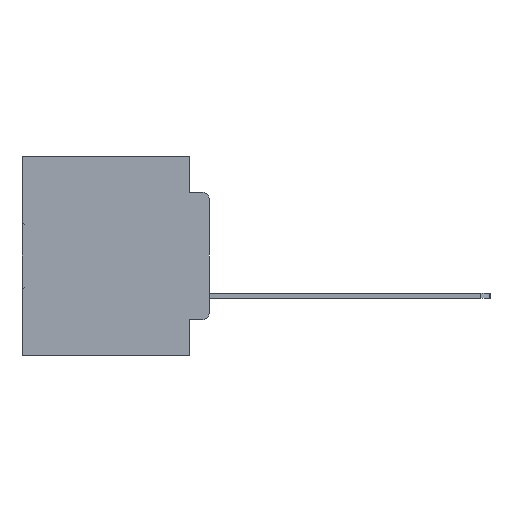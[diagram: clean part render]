
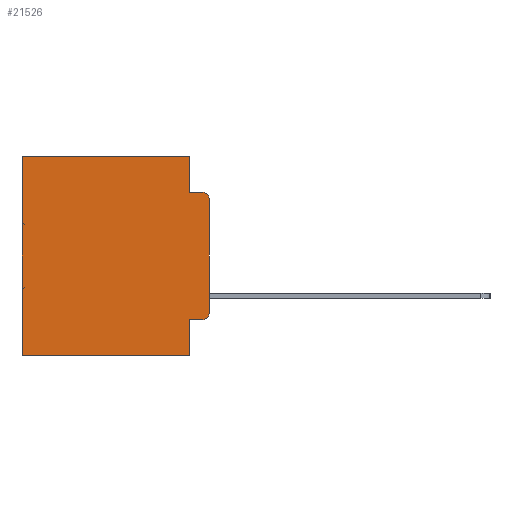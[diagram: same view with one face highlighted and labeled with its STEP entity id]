
A CAD part, left-side view. The second image highlights one B-rep face of the part: STEP entity #21526.
In plain terms, the highlighted planar face has unit normal (-1, 0, 0).
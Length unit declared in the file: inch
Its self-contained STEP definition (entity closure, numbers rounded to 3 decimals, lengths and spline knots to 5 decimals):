
#1210 = EDGE_CURVE ( 'NONE', #16782, #6864, #21519, .T. ) ;
#1617 = VERTEX_POINT ( 'NONE', #2310 ) ;
#2007 = VERTEX_POINT ( 'NONE', #22805 ) ;
#2310 = CARTESIAN_POINT ( 'NONE',  ( 0.298, 0.051, 0. ) ) ;
#2462 = VERTEX_POINT ( 'NONE', #20972 ) ;
#2714 = VECTOR ( 'NONE', #13534, 39.37008 ) ;
#3066 = DIRECTION ( 'NONE',  ( 0., 0., -1. ) ) ;
#3071 = VERTEX_POINT ( 'NONE', #13123 ) ;
#3952 = CARTESIAN_POINT ( 'NONE',  ( 0.298, 0.473, 0. ) ) ;
#4870 = EDGE_CURVE ( 'NONE', #2007, #6864, #24650, .T. ) ;
#5874 = AXIS2_PLACEMENT_3D ( 'NONE', #14181, #13813, #14673 ) ;
#6669 = VECTOR ( 'NONE', #18538, 39.37008 ) ;
#6864 = VERTEX_POINT ( 'NONE', #19247 ) ;
#6972 = ORIENTED_EDGE ( 'NONE', *, *, #26731, .F. ) ;
#7776 = ORIENTED_EDGE ( 'NONE', *, *, #4870, .T. ) ;
#8677 = ORIENTED_EDGE ( 'NONE', *, *, #25022, .T. ) ;
#8895 = DIRECTION ( 'NONE',  ( 0., 0., -1. ) ) ;
#9297 = CARTESIAN_POINT ( 'NONE',  ( 0.298, 0.051, -0.4115 ) ) ;
#9466 = CARTESIAN_POINT ( 'NONE',  ( 0.298, 0.473, -0.5 ) ) ;
#9742 = DIRECTION ( 'NONE',  ( 0., 1., 0. ) ) ;
#10341 = EDGE_CURVE ( 'NONE', #2007, #24194, #13766, .T. ) ;
#10347 = AXIS2_PLACEMENT_3D ( 'NONE', #30149, #14634, #32677 ) ;
#10935 = VECTOR ( 'NONE', #17239, 39.37008 ) ;
#11286 = VECTOR ( 'NONE', #3066, 39.37008 ) ;
#11463 = CARTESIAN_POINT ( 'NONE',  ( 0.298, 0.473, 0. ) ) ;
#12237 = LINE ( 'NONE', #11463, #18336 ) ;
#12257 = CARTESIAN_POINT ( 'NONE',  ( 0.298, 0., 0. ) ) ;
#12412 = VERTEX_POINT ( 'NONE', #9466 ) ;
#12794 = ORIENTED_EDGE ( 'NONE', *, *, #33476, .F. ) ;
#13123 = CARTESIAN_POINT ( 'NONE',  ( 0.298, 0.051, -0.5 ) ) ;
#13333 = CARTESIAN_POINT ( 'NONE',  ( 0.298, 0., 0. ) ) ;
#13534 = DIRECTION ( 'NONE',  ( 0., 0., -1. ) ) ;
#13766 = LINE ( 'NONE', #13333, #6669 ) ;
#13813 = DIRECTION ( 'NONE',  ( -1., 0., 0. ) ) ;
#14181 = CARTESIAN_POINT ( 'NONE',  ( 0.298, 0.02, -0.1085 ) ) ;
#14634 = DIRECTION ( 'NONE',  ( -1., 0., 0. ) ) ;
#14673 = DIRECTION ( 'NONE',  ( 0., 0., -1. ) ) ;
#14862 = DIRECTION ( 'NONE',  ( 1., 0., 0. ) ) ;
#15834 = VECTOR ( 'NONE', #29415, 39.37008 ) ;
#16782 = VERTEX_POINT ( 'NONE', #28505 ) ;
#16950 = LINE ( 'NONE', #28992, #2714 ) ;
#17049 = CIRCLE ( 'NONE', #10347, 0.02 ) ;
#17239 = DIRECTION ( 'NONE',  ( 0., -1., 0. ) ) ;
#17885 = LINE ( 'NONE', #9297, #10935 ) ;
#18336 = VECTOR ( 'NONE', #8895, 39.37008 ) ;
#18538 = DIRECTION ( 'NONE',  ( 0., 0., -1. ) ) ;
#18882 = CARTESIAN_POINT ( 'NONE',  ( 0.298, 0.051, 0. ) ) ;
#19018 = LINE ( 'NONE', #18882, #11286 ) ;
#19217 = VECTOR ( 'NONE', #9742, 39.37008 ) ;
#19247 = CARTESIAN_POINT ( 'NONE',  ( 0.298, 0.02, -0.0885 ) ) ;
#19524 = CARTESIAN_POINT ( 'NONE',  ( 0.298, 0.051, -0.0885 ) ) ;
#19651 = EDGE_LOOP ( 'NONE', ( #25452, #7776, #28724, #12794, #27105, #23862, #21776, #6972, #8677, #28693 ) ) ;
#20094 = DIRECTION ( 'NONE',  ( 0., -1., 0. ) ) ;
#20972 = CARTESIAN_POINT ( 'NONE',  ( 0.298, 0.051, -0.4115 ) ) ;
#21265 = EDGE_CURVE ( 'NONE', #3071, #12412, #23606, .T. ) ;
#21457 = EDGE_CURVE ( 'NONE', #32673, #24194, #17049, .T. ) ;
#21519 = LINE ( 'NONE', #19524, #26030 ) ;
#21526 = ADVANCED_FACE ( 'NONE', ( #29977 ), #27850, .F. ) ;
#21776 = ORIENTED_EDGE ( 'NONE', *, *, #21265, .F. ) ;
#22805 = CARTESIAN_POINT ( 'NONE',  ( 0.298, 0., -0.1085 ) ) ;
#23428 = CARTESIAN_POINT ( 'NONE',  ( 0.298, 0.02, -0.4115 ) ) ;
#23606 = LINE ( 'NONE', #26856, #15834 ) ;
#23862 = ORIENTED_EDGE ( 'NONE', *, *, #31788, .T. ) ;
#24194 = VERTEX_POINT ( 'NONE', #31576 ) ;
#24650 = CIRCLE ( 'NONE', #5874, 0.02 ) ;
#25022 = EDGE_CURVE ( 'NONE', #2462, #32673, #17885, .T. ) ;
#25065 = VERTEX_POINT ( 'NONE', #3952 ) ;
#25422 = CARTESIAN_POINT ( 'NONE',  ( 0.298, 0., 0. ) ) ;
#25452 = ORIENTED_EDGE ( 'NONE', *, *, #10341, .F. ) ;
#26030 = VECTOR ( 'NONE', #20094, 39.37008 ) ;
#26094 = AXIS2_PLACEMENT_3D ( 'NONE', #12257, #14862, #32896 ) ;
#26731 = EDGE_CURVE ( 'NONE', #2462, #3071, #16950, .T. ) ;
#26856 = CARTESIAN_POINT ( 'NONE',  ( 0.298, 0., -0.5 ) ) ;
#26990 = LINE ( 'NONE', #25422, #19217 ) ;
#27105 = ORIENTED_EDGE ( 'NONE', *, *, #30370, .T. ) ;
#27850 = PLANE ( 'NONE',  #26094 ) ;
#28505 = CARTESIAN_POINT ( 'NONE',  ( 0.298, 0.051, -0.0885 ) ) ;
#28693 = ORIENTED_EDGE ( 'NONE', *, *, #21457, .T. ) ;
#28724 = ORIENTED_EDGE ( 'NONE', *, *, #1210, .F. ) ;
#28992 = CARTESIAN_POINT ( 'NONE',  ( 0.298, 0.051, 0. ) ) ;
#29415 = DIRECTION ( 'NONE',  ( 0., 1., 0. ) ) ;
#29977 = FACE_OUTER_BOUND ( 'NONE', #19651, .T. ) ;
#30149 = CARTESIAN_POINT ( 'NONE',  ( 0.298, 0.02, -0.3915 ) ) ;
#30370 = EDGE_CURVE ( 'NONE', #1617, #25065, #26990, .T. ) ;
#31576 = CARTESIAN_POINT ( 'NONE',  ( 0.298, 0., -0.3915 ) ) ;
#31788 = EDGE_CURVE ( 'NONE', #25065, #12412, #12237, .T. ) ;
#32673 = VERTEX_POINT ( 'NONE', #23428 ) ;
#32677 = DIRECTION ( 'NONE',  ( 0., 0., -1. ) ) ;
#32896 = DIRECTION ( 'NONE',  ( 0., 0., -1. ) ) ;
#33476 = EDGE_CURVE ( 'NONE', #1617, #16782, #19018, .T. ) ;
